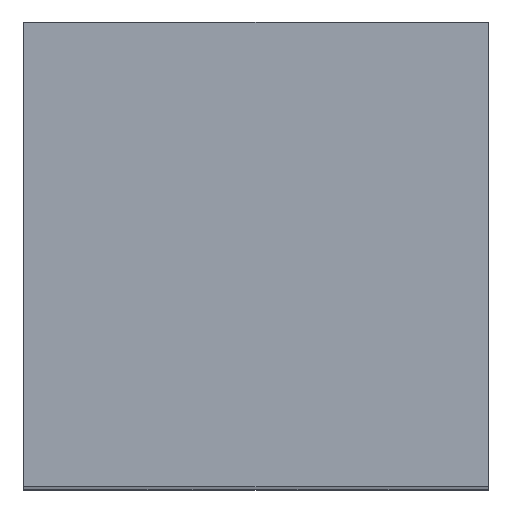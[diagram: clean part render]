
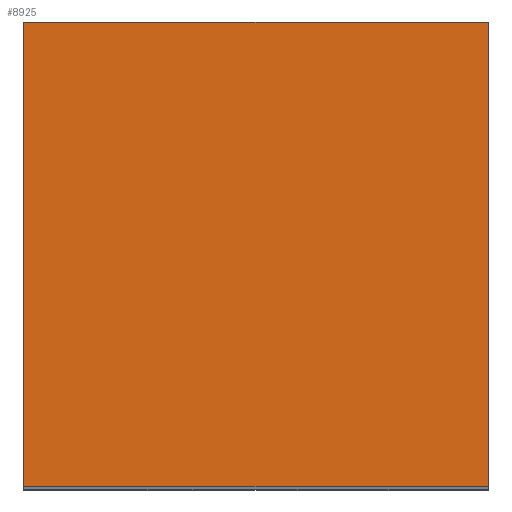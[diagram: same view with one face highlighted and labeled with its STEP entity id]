
A CAD part, top view. The second image highlights one B-rep face of the part: STEP entity #8925.
In plain terms, the highlighted planar face has unit normal (0, 0, 1).
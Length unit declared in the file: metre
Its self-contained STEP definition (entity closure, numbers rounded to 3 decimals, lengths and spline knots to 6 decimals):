
#1338 = PLANE('',#1339);
#1339 = AXIS2_PLACEMENT_3D('',#1340,#1341,#1342);
#1340 = CARTESIAN_POINT('',(-0.000063,-0.000063,-0.000153));
#1341 = DIRECTION('',(1.,0.,0.));
#1342 = DIRECTION('',(0.,0.,1.));
#2556 = PLANE('',#2557);
#2557 = AXIS2_PLACEMENT_3D('',#2558,#2559,#2560);
#2558 = CARTESIAN_POINT('',(0.000063,-0.000063,-0.000153));
#2559 = DIRECTION('',(1.,0.,0.));
#2560 = DIRECTION('',(0.,0.,1.));
#7330 = VERTEX_POINT('',#7331);
#7331 = CARTESIAN_POINT('',(0.000063,0.000063,0.000325));
#7345 = PLANE('',#7346);
#7346 = AXIS2_PLACEMENT_3D('',#7347,#7348,#7349);
#7347 = CARTESIAN_POINT('',(-0.000063,0.000063,-0.000153));
#7348 = DIRECTION('',(0.,1.,0.));
#7349 = DIRECTION('',(0.,0.,1.));
#7357 = EDGE_CURVE('',#7358,#7330,#7360,.T.);
#7358 = VERTEX_POINT('',#7359);
#7359 = CARTESIAN_POINT('',(0.000063,-0.000063,0.000325));
#7360 = SURFACE_CURVE('',#7361,(#7365,#7372),.PCURVE_S1.);
#7361 = LINE('',#7362,#7363);
#7362 = CARTESIAN_POINT('',(0.000063,-0.000063,0.000325));
#7363 = VECTOR('',#7364,0.001);
#7364 = DIRECTION('',(0.,1.,0.));
#7365 = PCURVE('',#2556,#7366);
#7366 = DEFINITIONAL_REPRESENTATION('',(#7367),#7371);
#7367 = LINE('',#7368,#7369);
#7368 = CARTESIAN_POINT('',(0.,0.));
#7369 = VECTOR('',#7370,1.);
#7370 = DIRECTION('',(0.,-1.));
#7371 = ( GEOMETRIC_REPRESENTATION_CONTEXT(2) 
PARAMETRIC_REPRESENTATION_CONTEXT() REPRESENTATION_CONTEXT('2D SPACE',''
  ) );
#7372 = PCURVE('',#7373,#7378);
#7373 = PLANE('',#7374);
#7374 = AXIS2_PLACEMENT_3D('',#7375,#7376,#7377);
#7375 = CARTESIAN_POINT('',(-0.000063,-0.000063,0.000325));
#7376 = DIRECTION('',(0.,0.,1.));
#7377 = DIRECTION('',(1.,0.,0.));
#7378 = DEFINITIONAL_REPRESENTATION('',(#7379),#7383);
#7379 = LINE('',#7380,#7381);
#7380 = CARTESIAN_POINT('',(0.,0.));
#7381 = VECTOR('',#7382,1.);
#7382 = DIRECTION('',(0.,1.));
#7383 = ( GEOMETRIC_REPRESENTATION_CONTEXT(2) 
PARAMETRIC_REPRESENTATION_CONTEXT() REPRESENTATION_CONTEXT('2D SPACE',''
  ) );
#7401 = PLANE('',#7402);
#7402 = AXIS2_PLACEMENT_3D('',#7403,#7404,#7405);
#7403 = CARTESIAN_POINT('',(-0.000063,-0.000063,-0.000153));
#7404 = DIRECTION('',(0.,1.,0.));
#7405 = DIRECTION('',(0.,0.,1.));
#8149 = VERTEX_POINT('',#8150);
#8150 = CARTESIAN_POINT('',(-0.000063,0.000063,0.000325));
#8171 = EDGE_CURVE('',#8172,#8149,#8174,.T.);
#8172 = VERTEX_POINT('',#8173);
#8173 = CARTESIAN_POINT('',(-0.000063,-0.000063,0.000325));
#8174 = SURFACE_CURVE('',#8175,(#8179,#8186),.PCURVE_S1.);
#8175 = LINE('',#8176,#8177);
#8176 = CARTESIAN_POINT('',(-0.000063,-0.000063,0.000325));
#8177 = VECTOR('',#8178,0.001);
#8178 = DIRECTION('',(0.,1.,0.));
#8179 = PCURVE('',#1338,#8180);
#8180 = DEFINITIONAL_REPRESENTATION('',(#8181),#8185);
#8181 = LINE('',#8182,#8183);
#8182 = CARTESIAN_POINT('',(0.,0.));
#8183 = VECTOR('',#8184,1.);
#8184 = DIRECTION('',(0.,-1.));
#8185 = ( GEOMETRIC_REPRESENTATION_CONTEXT(2) 
PARAMETRIC_REPRESENTATION_CONTEXT() REPRESENTATION_CONTEXT('2D SPACE',''
  ) );
#8186 = PCURVE('',#7373,#8187);
#8187 = DEFINITIONAL_REPRESENTATION('',(#8188),#8192);
#8188 = LINE('',#8189,#8190);
#8189 = CARTESIAN_POINT('',(0.,0.));
#8190 = VECTOR('',#8191,1.);
#8191 = DIRECTION('',(0.,1.));
#8192 = ( GEOMETRIC_REPRESENTATION_CONTEXT(2) 
PARAMETRIC_REPRESENTATION_CONTEXT() REPRESENTATION_CONTEXT('2D SPACE',''
  ) );
#8319 = EDGE_CURVE('',#8172,#7358,#8320,.T.);
#8320 = SURFACE_CURVE('',#8321,(#8325,#8332),.PCURVE_S1.);
#8321 = LINE('',#8322,#8323);
#8322 = CARTESIAN_POINT('',(-0.000063,-0.000063,0.000325));
#8323 = VECTOR('',#8324,0.001);
#8324 = DIRECTION('',(1.,0.,0.));
#8325 = PCURVE('',#7401,#8326);
#8326 = DEFINITIONAL_REPRESENTATION('',(#8327),#8331);
#8327 = LINE('',#8328,#8329);
#8328 = CARTESIAN_POINT('',(0.,0.));
#8329 = VECTOR('',#8330,1.);
#8330 = DIRECTION('',(0.,1.));
#8331 = ( GEOMETRIC_REPRESENTATION_CONTEXT(2) 
PARAMETRIC_REPRESENTATION_CONTEXT() REPRESENTATION_CONTEXT('2D SPACE',''
  ) );
#8332 = PCURVE('',#7373,#8333);
#8333 = DEFINITIONAL_REPRESENTATION('',(#8334),#8338);
#8334 = LINE('',#8335,#8336);
#8335 = CARTESIAN_POINT('',(0.,0.));
#8336 = VECTOR('',#8337,1.);
#8337 = DIRECTION('',(1.,0.));
#8338 = ( GEOMETRIC_REPRESENTATION_CONTEXT(2) 
PARAMETRIC_REPRESENTATION_CONTEXT() REPRESENTATION_CONTEXT('2D SPACE',''
  ) );
#8925 = ADVANCED_FACE('',(#8926),#7373,.T.);
#8926 = FACE_BOUND('',#8927,.T.);
#8927 = EDGE_LOOP('',(#8928,#8929,#8930,#8931));
#8928 = ORIENTED_EDGE('',*,*,#8171,.F.);
#8929 = ORIENTED_EDGE('',*,*,#8319,.T.);
#8930 = ORIENTED_EDGE('',*,*,#7357,.T.);
#8931 = ORIENTED_EDGE('',*,*,#8932,.F.);
#8932 = EDGE_CURVE('',#8149,#7330,#8933,.T.);
#8933 = SURFACE_CURVE('',#8934,(#8938,#8945),.PCURVE_S1.);
#8934 = LINE('',#8935,#8936);
#8935 = CARTESIAN_POINT('',(-0.000063,0.000063,0.000325));
#8936 = VECTOR('',#8937,0.001);
#8937 = DIRECTION('',(1.,0.,0.));
#8938 = PCURVE('',#7373,#8939);
#8939 = DEFINITIONAL_REPRESENTATION('',(#8940),#8944);
#8940 = LINE('',#8941,#8942);
#8941 = CARTESIAN_POINT('',(0.,0.));
#8942 = VECTOR('',#8943,1.);
#8943 = DIRECTION('',(1.,0.));
#8944 = ( GEOMETRIC_REPRESENTATION_CONTEXT(2) 
PARAMETRIC_REPRESENTATION_CONTEXT() REPRESENTATION_CONTEXT('2D SPACE',''
  ) );
#8945 = PCURVE('',#7345,#8946);
#8946 = DEFINITIONAL_REPRESENTATION('',(#8947),#8951);
#8947 = LINE('',#8948,#8949);
#8948 = CARTESIAN_POINT('',(0.,0.));
#8949 = VECTOR('',#8950,1.);
#8950 = DIRECTION('',(0.,1.));
#8951 = ( GEOMETRIC_REPRESENTATION_CONTEXT(2) 
PARAMETRIC_REPRESENTATION_CONTEXT() REPRESENTATION_CONTEXT('2D SPACE',''
  ) );
